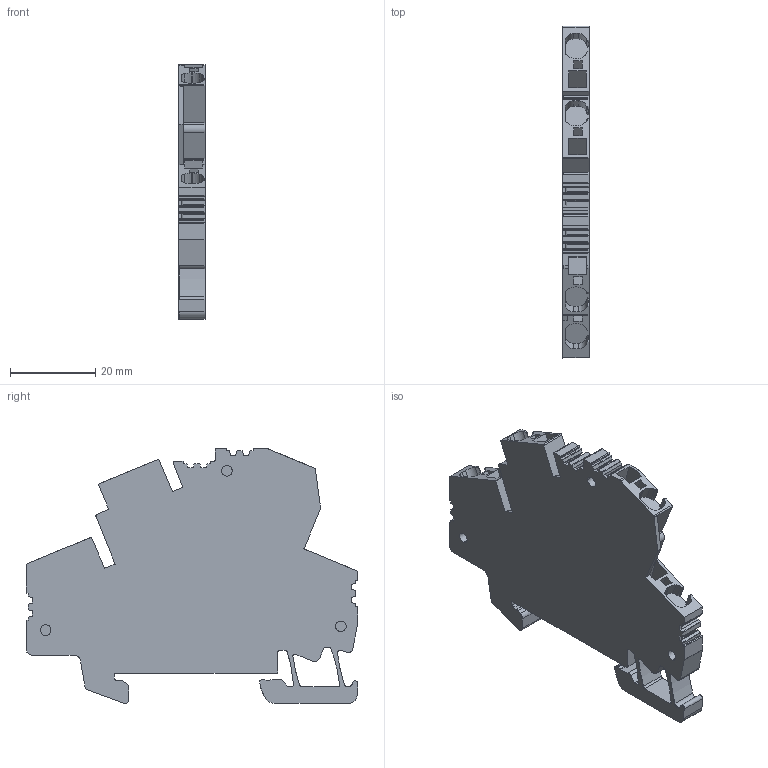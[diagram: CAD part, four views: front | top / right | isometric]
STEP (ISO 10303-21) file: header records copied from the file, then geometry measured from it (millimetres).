
FILE_DESCRIPTION(('CATIA V5 STEP Exchange','CAx-IF Rec.Pracs.--- Model Styling and Organization---1.4--- 2014-01-23'),'2;1');
FILE_NAME ('032358-2_2', '2023-07-28T05:44:11+00:00', ('none'), ('Weidmueller'), 'CATIA Version 5-6 Release 2016 SP3 HF44', 'CATIA V5 STEP AP214', 'none');
FILE_SCHEMA(('AUTOMOTIVE_DESIGN { 1 0 10303 214 1 1 1 1 }'));
Length unit declared in the file: millimetre
Products named in the file (1): 8671120000_ZDK4-2_DU-PE
Bounding box: 6.1 x 77.81 x 59.73 mm (x, y, z)
Volume: 17966.9 mm3; surface area: 10354.1 mm2
Topology: 1 solids, 1 shells, 457 faces, 1325 edges, 882 vertices
Faces by surface type: plane 257, cylinder 120, extrusion 72, cone 8
Entity records: 15339 total; most frequent: CARTESIAN_POINT 3706, ORIENTED_EDGE 2650, DIRECTION 1936, EDGE_CURVE 1325, VECTOR 1045, LINE 973, VERTEX_POINT 882, AXIS2_PLACEMENT_3D 553
